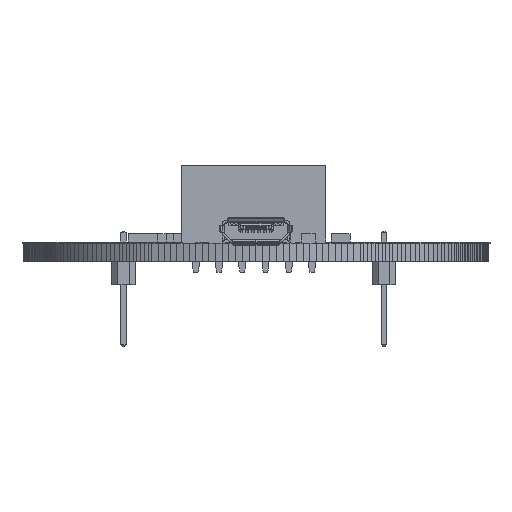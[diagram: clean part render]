
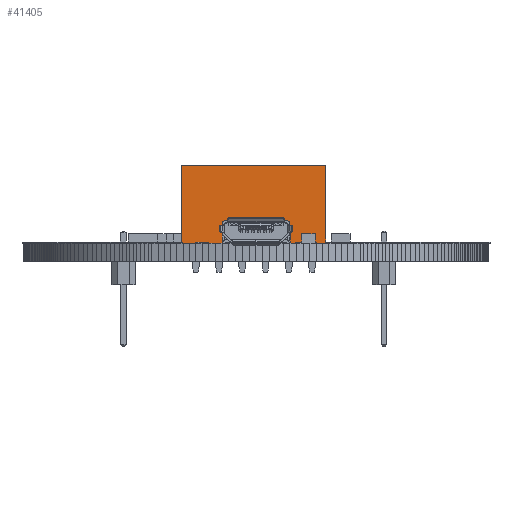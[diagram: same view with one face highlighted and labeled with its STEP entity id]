
A CAD part, front view. The second image highlights one B-rep face of the part: STEP entity #41405.
In plain terms, the highlighted planar face has unit normal (0, -1, 0).
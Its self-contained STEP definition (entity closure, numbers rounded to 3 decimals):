
#2415=PLANE('',#45012);
#4481=FACE_OUTER_BOUND('',#6978,.T.);
#6978=EDGE_LOOP('',(#38485,#38486,#38487,#38488));
#11536=LINE('',#70552,#16112);
#11549=LINE('',#70578,#16125);
#11553=LINE('',#70586,#16129);
#11554=LINE('',#70587,#16130);
#16112=VECTOR('',#56142,1000.);
#16125=VECTOR('',#56161,1000.);
#16129=VECTOR('',#56169,1000.);
#16130=VECTOR('',#56170,1000.);
#21065=VERTEX_POINT('',#70549);
#21066=VERTEX_POINT('',#70551);
#21076=VERTEX_POINT('',#70577);
#21078=VERTEX_POINT('',#70585);
#26909=EDGE_CURVE('',#21066,#21065,#11536,.T.);
#26922=EDGE_CURVE('',#21076,#21066,#11549,.T.);
#26926=EDGE_CURVE('',#21076,#21078,#11553,.T.);
#26927=EDGE_CURVE('',#21065,#21078,#11554,.T.);
#38485=ORIENTED_EDGE('',*,*,#26926,.F.);
#38486=ORIENTED_EDGE('',*,*,#26922,.T.);
#38487=ORIENTED_EDGE('',*,*,#26909,.T.);
#38488=ORIENTED_EDGE('',*,*,#26927,.T.);
#41405=ADVANCED_FACE('',(#4481),#2415,.T.);
#45012=AXIS2_PLACEMENT_3D('',#70584,#56167,#56168);
#56142=DIRECTION('',(0.,0.,-1.));
#56161=DIRECTION('',(-1.,0.,0.));
#56167=DIRECTION('center_axis',(0.,-1.,0.));
#56168=DIRECTION('ref_axis',(1.,0.,0.));
#56169=DIRECTION('',(0.,0.,-1.));
#56170=DIRECTION('',(1.,0.,0.));
#70549=CARTESIAN_POINT('',(-7.843,-2.505,0.));
#70551=CARTESIAN_POINT('',(-7.843,-2.505,8.5));
#70552=CARTESIAN_POINT('',(-7.843,-2.505,0.5));
#70577=CARTESIAN_POINT('',(7.897,-2.505,8.5));
#70578=CARTESIAN_POINT('',(-20.543,-2.505,8.5));
#70584=CARTESIAN_POINT('Origin',(-20.543,-2.505,0.));
#70585=CARTESIAN_POINT('',(7.897,-2.505,0.));
#70586=CARTESIAN_POINT('',(7.897,-2.505,0.));
#70587=CARTESIAN_POINT('',(-20.543,-2.505,0.));
